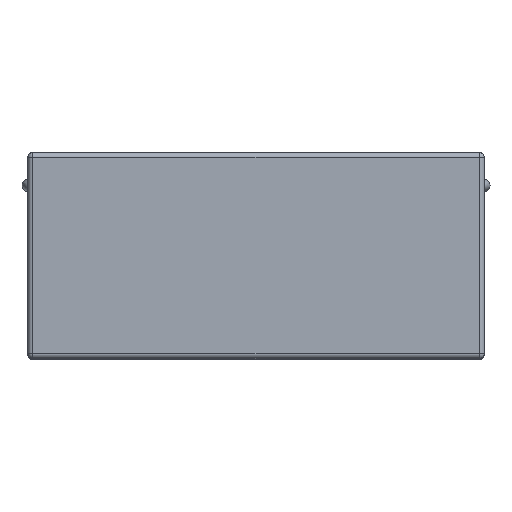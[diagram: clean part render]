
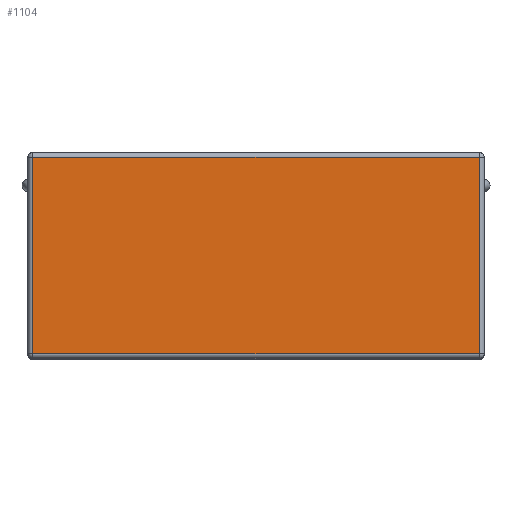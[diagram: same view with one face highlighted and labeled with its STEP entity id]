
A CAD part, top view. The second image highlights one B-rep face of the part: STEP entity #1104.
In plain terms, the highlighted planar face has unit normal (0, 0, 1).
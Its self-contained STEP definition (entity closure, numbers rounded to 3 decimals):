
#19 = DIRECTION ( 'NONE',  ( -1., 0., 0. ) ) ;
#21 = VERTEX_POINT ( 'NONE', #769 ) ;
#78 = EDGE_CURVE ( 'NONE', #946, #663, #918, .T. ) ;
#88 = ORIENTED_EDGE ( 'NONE', *, *, #1184, .T. ) ;
#168 = EDGE_LOOP ( 'NONE', ( #947, #1283, #896, #88 ) ) ;
#207 = CARTESIAN_POINT ( 'NONE',  ( -70.5, 1.5, 72. ) ) ;
#223 = LINE ( 'NONE', #564, #1372 ) ;
#305 = PLANE ( 'NONE',  #1700 ) ;
#350 = LINE ( 'NONE', #775, #1948 ) ;
#469 = CARTESIAN_POINT ( 'NONE',  ( -72., 50., 72. ) ) ;
#474 = EDGE_CURVE ( 'NONE', #663, #21, #350, .T. ) ;
#564 = CARTESIAN_POINT ( 'NONE',  ( 70.5, 50., 72. ) ) ;
#663 = VERTEX_POINT ( 'NONE', #207 ) ;
#722 = CARTESIAN_POINT ( 'NONE',  ( -70.5, 63.5, 72. ) ) ;
#765 = DIRECTION ( 'NONE',  ( 0., 0., 1. ) ) ;
#769 = CARTESIAN_POINT ( 'NONE',  ( 70.5, 1.5, 72. ) ) ;
#775 = CARTESIAN_POINT ( 'NONE',  ( -72., 1.5, 72. ) ) ;
#888 = VECTOR ( 'NONE', #19, 1000. ) ;
#896 = ORIENTED_EDGE ( 'NONE', *, *, #1591, .T. ) ;
#918 = LINE ( 'NONE', #1678, #1008 ) ;
#928 = CARTESIAN_POINT ( 'NONE',  ( -72., 63.5, 72. ) ) ;
#946 = VERTEX_POINT ( 'NONE', #722 ) ;
#947 = ORIENTED_EDGE ( 'NONE', *, *, #78, .T. ) ;
#1008 = VECTOR ( 'NONE', #1375, 1000. ) ;
#1104 = ADVANCED_FACE ( 'NONE', ( #1829 ), #305, .T. ) ;
#1158 = DIRECTION ( 'NONE',  ( 0., 1., 0. ) ) ;
#1184 = EDGE_CURVE ( 'NONE', #1445, #946, #1278, .T. ) ;
#1278 = LINE ( 'NONE', #928, #888 ) ;
#1283 = ORIENTED_EDGE ( 'NONE', *, *, #474, .T. ) ;
#1372 = VECTOR ( 'NONE', #1158, 1000. ) ;
#1375 = DIRECTION ( 'NONE',  ( 0., -1., 0. ) ) ;
#1445 = VERTEX_POINT ( 'NONE', #1872 ) ;
#1591 = EDGE_CURVE ( 'NONE', #21, #1445, #223, .T. ) ;
#1678 = CARTESIAN_POINT ( 'NONE',  ( -70.5, 50., 72. ) ) ;
#1700 = AXIS2_PLACEMENT_3D ( 'NONE', #469, #765, #1812 ) ;
#1812 = DIRECTION ( 'NONE',  ( 1., 0., 0. ) ) ;
#1821 = DIRECTION ( 'NONE',  ( 1., 0., 0. ) ) ;
#1829 = FACE_OUTER_BOUND ( 'NONE', #168, .T. ) ;
#1872 = CARTESIAN_POINT ( 'NONE',  ( 70.5, 63.5, 72. ) ) ;
#1948 = VECTOR ( 'NONE', #1821, 1000. ) ;
